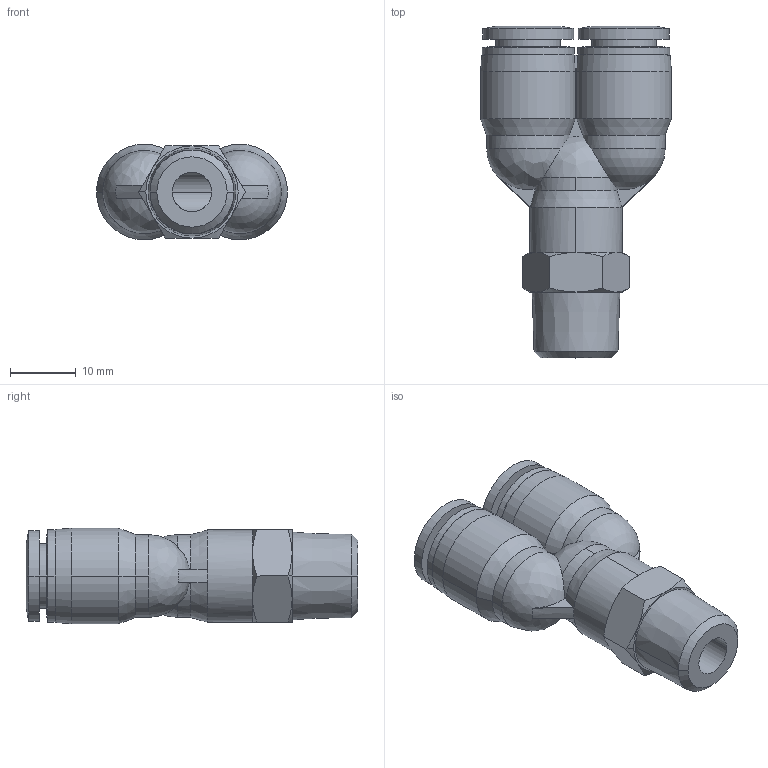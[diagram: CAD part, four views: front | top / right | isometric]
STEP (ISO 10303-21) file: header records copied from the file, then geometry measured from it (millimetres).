
FILE_DESCRIPTION (( 'STEP AP214' ), '1' );
FILE_NAME ('MY8M-14R.step', '2016-02-24T20:45:56', ( '' ), ( '' ), 'SwSTEP 2.0', 'SolidWorks 2015', '' );
FILE_SCHEMA (( 'AUTOMOTIVE_DESIGN' ));
Length unit declared in the file: inch
Products named in the file (1): MY8M-14R
Bounding box: 29 x 50.4 x 14.5 mm (x, y, z)
Volume: 7568.6 mm3; surface area: 5562.9 mm2
Topology: 1 solids, 1 shells, 105 faces, 255 edges, 155 vertices
Faces by surface type: cone 35, cylinder 35, plane 23, bspline 6, torus 5, sphere 1
Entity records: 3393 total; most frequent: CARTESIAN_POINT 971, DIRECTION 501, ORIENTED_EDGE 500, EDGE_CURVE 250, AXIS2_PLACEMENT_3D 215, VERTEX_POINT 155, EDGE_LOOP 117, CIRCLE 115
